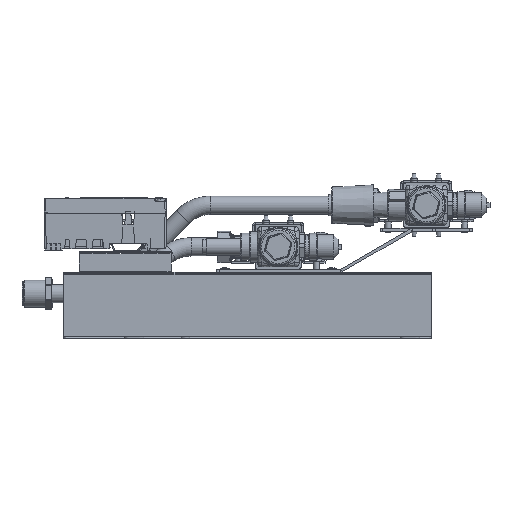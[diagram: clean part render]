
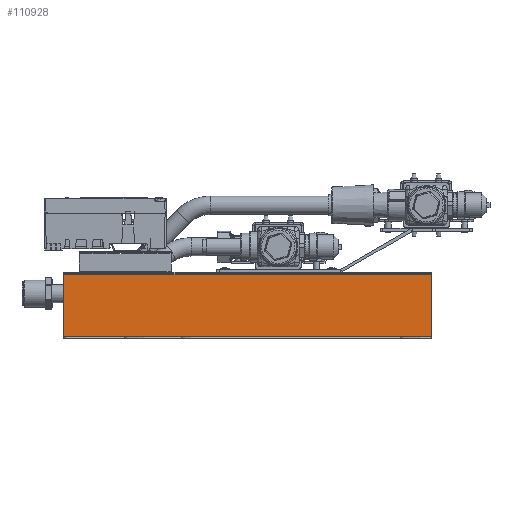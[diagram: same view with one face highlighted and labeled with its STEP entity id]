
A CAD part, left-side view. The second image highlights one B-rep face of the part: STEP entity #110928.
In plain terms, the highlighted planar face has unit normal (-1, 0, 0).
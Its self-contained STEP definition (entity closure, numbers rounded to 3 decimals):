
#563 = VERTEX_POINT ( 'NONE', #150786 ) ;
#11161 = AXIS2_PLACEMENT_3D ( 'NONE', #169537, #84353, #144406 ) ;
#12697 = LINE ( 'NONE', #115116, #107517 ) ;
#20189 = VECTOR ( 'NONE', #52005, 1000. ) ;
#20508 = VERTEX_POINT ( 'NONE', #52459 ) ;
#27221 = ORIENTED_EDGE ( 'NONE', *, *, #157539, .T. ) ;
#29078 = DIRECTION ( 'NONE',  ( 0., 1., 0. ) ) ;
#29303 = EDGE_CURVE ( 'NONE', #563, #101567, #12697, .T. ) ;
#52005 = DIRECTION ( 'NONE',  ( 0., 1., 0. ) ) ;
#52459 = CARTESIAN_POINT ( 'NONE',  ( -411.755, 0., 249.768 ) ) ;
#57180 = ORIENTED_EDGE ( 'NONE', *, *, #29303, .F. ) ;
#58148 = CARTESIAN_POINT ( 'NONE',  ( -411.755, -360., 249.768 ) ) ;
#62847 = LINE ( 'NONE', #166306, #66228 ) ;
#66228 = VECTOR ( 'NONE', #165350, 1000. ) ;
#76194 = EDGE_CURVE ( 'NONE', #184472, #563, #151148, .T. ) ;
#81727 = ORIENTED_EDGE ( 'NONE', *, *, #76194, .F. ) ;
#84353 = DIRECTION ( 'NONE',  ( 1., 0., 0. ) ) ;
#96983 = FACE_OUTER_BOUND ( 'NONE', #144955, .T. ) ;
#98336 = CARTESIAN_POINT ( 'NONE',  ( -411.755, -360., 249.768 ) ) ;
#101567 = VERTEX_POINT ( 'NONE', #153401 ) ;
#107517 = VECTOR ( 'NONE', #29078, 1000. ) ;
#109430 = CARTESIAN_POINT ( 'NONE',  ( -411.755, -360., 251.755 ) ) ;
#110928 = ADVANCED_FACE ( 'NONE', ( #96983 ), #114366, .F. ) ;
#114366 = PLANE ( 'NONE',  #11161 ) ;
#115116 = CARTESIAN_POINT ( 'NONE',  ( -411.755, -360., 188.991 ) ) ;
#132149 = VECTOR ( 'NONE', #166565, 1000. ) ;
#140052 = ORIENTED_EDGE ( 'NONE', *, *, #191016, .T. ) ;
#144406 = DIRECTION ( 'NONE',  ( 0., 0., -1. ) ) ;
#144955 = EDGE_LOOP ( 'NONE', ( #140052, #57180, #81727, #27221 ) ) ;
#150786 = CARTESIAN_POINT ( 'NONE',  ( -411.755, -360., 188.991 ) ) ;
#151148 = LINE ( 'NONE', #109430, #132149 ) ;
#153401 = CARTESIAN_POINT ( 'NONE',  ( -411.755, 0., 188.991 ) ) ;
#157539 = EDGE_CURVE ( 'NONE', #184472, #20508, #183459, .T. ) ;
#165350 = DIRECTION ( 'NONE',  ( 0., 0., -1. ) ) ;
#166306 = CARTESIAN_POINT ( 'NONE',  ( -411.755, 0., 251.755 ) ) ;
#166565 = DIRECTION ( 'NONE',  ( 0., 0., -1. ) ) ;
#169537 = CARTESIAN_POINT ( 'NONE',  ( -411.755, -360., 251.755 ) ) ;
#183459 = LINE ( 'NONE', #98336, #20189 ) ;
#184472 = VERTEX_POINT ( 'NONE', #58148 ) ;
#191016 = EDGE_CURVE ( 'NONE', #20508, #101567, #62847, .T. ) ;
